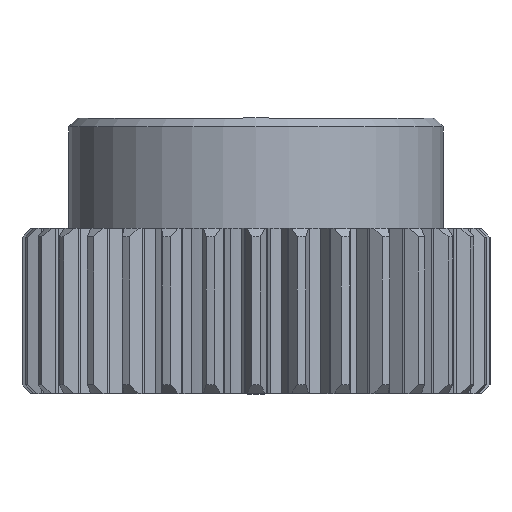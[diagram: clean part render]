
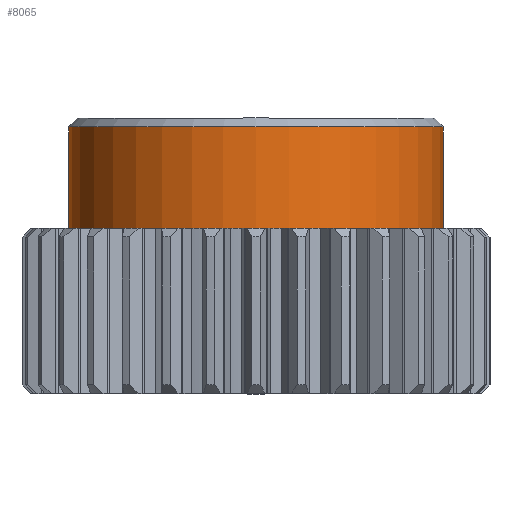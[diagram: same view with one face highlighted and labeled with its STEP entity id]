
A CAD part, top view. The second image highlights one B-rep face of the part: STEP entity #8065.
In plain terms, the highlighted cylindrical face has radius 21.59 mm (diameter 43.18 mm), a partial arc.
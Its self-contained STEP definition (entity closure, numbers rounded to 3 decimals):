
#1701=CARTESIAN_POINT('',(0.,19.05,0.));
#1702=DIRECTION('',(0.,1.,0.));
#1703=DIRECTION('',(-1.,0.,0.));
#1704=AXIS2_PLACEMENT_3D('',#1701,#1702,#1703);
#2693=CARTESIAN_POINT('',(0.,30.75,0.));
#2694=DIRECTION('',(0.,-1.,0.));
#2695=DIRECTION('',(1.,0.,0.));
#2696=AXIS2_PLACEMENT_3D('',#2693,#2694,#2695);
#2698=DIRECTION('',(0.,-1.,0.));
#2699=VECTOR('',#2698,11.7);
#2700=CARTESIAN_POINT('',(21.59,30.75,0.));
#2701=LINE('',#2700,#2699);
#2702=DIRECTION('',(0.,-1.,0.));
#2703=VECTOR('',#2702,11.7);
#2704=CARTESIAN_POINT('',(-21.59,30.75,0.));
#2705=LINE('',#2704,#2703);
#4655=CARTESIAN_POINT('',(-21.59,19.05,0.));
#4656=CARTESIAN_POINT('',(21.59,19.05,0.));
#4657=VERTEX_POINT('',#4655);
#4658=VERTEX_POINT('',#4656);
#4931=CARTESIAN_POINT('',(-21.59,30.75,0.));
#4932=CARTESIAN_POINT('',(21.59,30.75,0.));
#4933=VERTEX_POINT('',#4931);
#4934=VERTEX_POINT('',#4932);
#8051=CARTESIAN_POINT('',(0.,33.338,0.));
#8052=DIRECTION('',(0.,-1.,0.));
#8053=DIRECTION('',(-1.,0.,0.));
#8054=AXIS2_PLACEMENT_3D('',#8051,#8052,#8053);
#8055=CYLINDRICAL_SURFACE('',#8054,21.59);
#8057=ORIENTED_EDGE('',*,*,#8056,.F.);
#8059=ORIENTED_EDGE('',*,*,#8058,.T.);
#8060=ORIENTED_EDGE('',*,*,#8044,.F.);
#8062=ORIENTED_EDGE('',*,*,#8061,.F.);
#8063=EDGE_LOOP('',(#8057,#8059,#8060,#8062));
#8064=FACE_OUTER_BOUND('',#8063,.F.);
#1705=CIRCLE('',#1704,21.59);
#2697=CIRCLE('',#2696,21.59);
#8044=EDGE_CURVE('',#4657,#4658,#1705,.T.);
#8056=EDGE_CURVE('',#4934,#4933,#2697,.T.);
#8058=EDGE_CURVE('',#4934,#4658,#2701,.T.);
#8061=EDGE_CURVE('',#4933,#4657,#2705,.T.);
#8065=ADVANCED_FACE('',(#8064),#8055,.T.);
